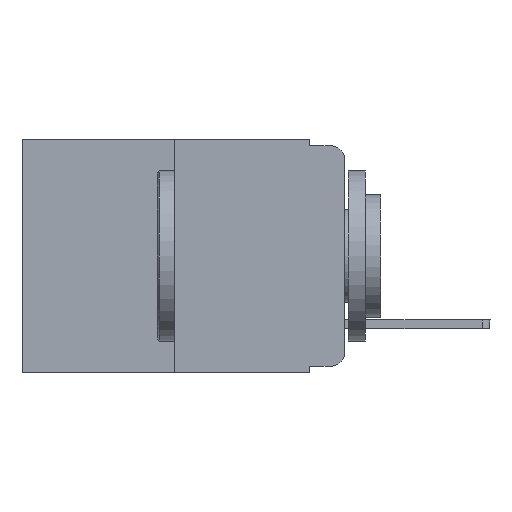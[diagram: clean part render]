
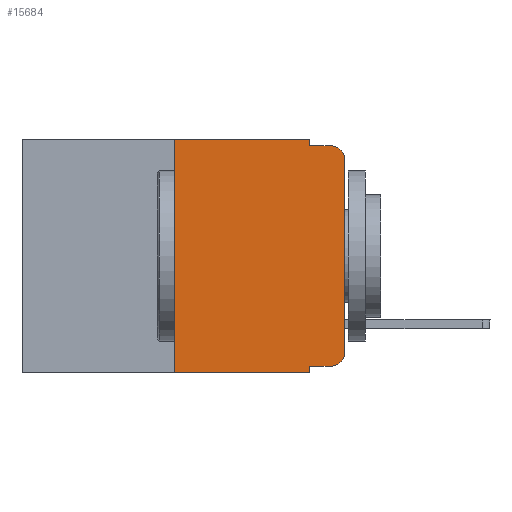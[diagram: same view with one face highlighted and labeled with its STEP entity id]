
A CAD part, left-side view. The second image highlights one B-rep face of the part: STEP entity #15684.
In plain terms, the highlighted planar face has unit normal (-1, 0, 0).
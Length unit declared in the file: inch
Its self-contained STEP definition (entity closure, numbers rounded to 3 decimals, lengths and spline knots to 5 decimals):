
#21 = EDGE_CURVE ( 'NONE', #12069, #9937, #3014, .T. ) ;
#216 = CARTESIAN_POINT ( 'NONE',  ( 0., 0.25, 0. ) ) ;
#265 = CARTESIAN_POINT ( 'NONE',  ( 0., 0.051, -0.01 ) ) ;
#279 = LINE ( 'NONE', #3766, #15178 ) ;
#363 = ORIENTED_EDGE ( 'NONE', *, *, #17122, .F. ) ;
#602 = CARTESIAN_POINT ( 'NONE',  ( 0., 0., -0.313 ) ) ;
#743 = VECTOR ( 'NONE', #17878, 39.37008 ) ;
#765 = LINE ( 'NONE', #4968, #2322 ) ;
#774 = CARTESIAN_POINT ( 'NONE',  ( 0., 0.051, 0. ) ) ;
#1155 = LINE ( 'NONE', #8576, #13369 ) ;
#1192 = VERTEX_POINT ( 'NONE', #1969 ) ;
#1272 = VECTOR ( 'NONE', #4033, 39.37008 ) ;
#1725 = VERTEX_POINT ( 'NONE', #3240 ) ;
#1818 = EDGE_LOOP ( 'NONE', ( #7872, #5929, #13933, #363, #13123, #15217, #1920, #12930, #3806, #6658 ) ) ;
#1920 = ORIENTED_EDGE ( 'NONE', *, *, #17325, .T. ) ;
#1969 = CARTESIAN_POINT ( 'NONE',  ( 0., 0.02, -0.333 ) ) ;
#2322 = VECTOR ( 'NONE', #5197, 39.37008 ) ;
#2659 = CARTESIAN_POINT ( 'NONE',  ( 0., 0.473, 0. ) ) ;
#2685 = VERTEX_POINT ( 'NONE', #18490 ) ;
#2903 = DIRECTION ( 'NONE',  ( -1., 0., 0. ) ) ;
#3014 = CIRCLE ( 'NONE', #17993, 0.02 ) ;
#3240 = CARTESIAN_POINT ( 'NONE',  ( 0., 0.051, -0.333 ) ) ;
#3766 = CARTESIAN_POINT ( 'NONE',  ( 0., 0.473, -0.343 ) ) ;
#3806 = ORIENTED_EDGE ( 'NONE', *, *, #16641, .T. ) ;
#3828 = DIRECTION ( 'NONE',  ( 0., -1., 0. ) ) ;
#4029 = EDGE_CURVE ( 'NONE', #1725, #8701, #1155, .T. ) ;
#4033 = DIRECTION ( 'NONE',  ( 0., -1., 0. ) ) ;
#4185 = DIRECTION ( 'NONE',  ( 0., 0., -1. ) ) ;
#4232 = CARTESIAN_POINT ( 'NONE',  ( 0., 0.02, -0.03 ) ) ;
#4281 = CARTESIAN_POINT ( 'NONE',  ( 0., 0., -0.03 ) ) ;
#4968 = CARTESIAN_POINT ( 'NONE',  ( 0., 0.051, -0.333 ) ) ;
#5197 = DIRECTION ( 'NONE',  ( 0., -1., 0. ) ) ;
#5330 = LINE ( 'NONE', #13248, #10131 ) ;
#5541 = CARTESIAN_POINT ( 'NONE',  ( 0., 0.473, 0. ) ) ;
#5800 = DIRECTION ( 'NONE',  ( 0., 0., -1. ) ) ;
#5929 = ORIENTED_EDGE ( 'NONE', *, *, #21, .T. ) ;
#6411 = CARTESIAN_POINT ( 'NONE',  ( 0., 0.051, -0.343 ) ) ;
#6658 = ORIENTED_EDGE ( 'NONE', *, *, #10022, .T. ) ;
#6819 = CARTESIAN_POINT ( 'NONE',  ( 0., 0.02, -0.313 ) ) ;
#7132 = PLANE ( 'NONE',  #13949 ) ;
#7868 = VECTOR ( 'NONE', #9522, 39.37008 ) ;
#7872 = ORIENTED_EDGE ( 'NONE', *, *, #9317, .T. ) ;
#8576 = CARTESIAN_POINT ( 'NONE',  ( 0., 0.051, 0. ) ) ;
#8701 = VERTEX_POINT ( 'NONE', #6411 ) ;
#8813 = EDGE_CURVE ( 'NONE', #2685, #11671, #16253, .T. ) ;
#9317 = EDGE_CURVE ( 'NONE', #16026, #12069, #5330, .T. ) ;
#9522 = DIRECTION ( 'NONE',  ( 0., 0., 1. ) ) ;
#9547 = LINE ( 'NONE', #774, #743 ) ;
#9904 = CIRCLE ( 'NONE', #14402, 0.02 ) ;
#9906 = DIRECTION ( 'NONE',  ( 0., 0., -1. ) ) ;
#9937 = VERTEX_POINT ( 'NONE', #15198 ) ;
#10022 = EDGE_CURVE ( 'NONE', #1192, #16026, #9904, .T. ) ;
#10131 = VECTOR ( 'NONE', #14355, 39.37008 ) ;
#10651 = EDGE_CURVE ( 'NONE', #11671, #14680, #16649, .T. ) ;
#10964 = FACE_OUTER_BOUND ( 'NONE', #1818, .T. ) ;
#11272 = DIRECTION ( 'NONE',  ( -1., 0., 0. ) ) ;
#11671 = VERTEX_POINT ( 'NONE', #216 ) ;
#11805 = DIRECTION ( 'NONE',  ( 0., -1., 0. ) ) ;
#12069 = VERTEX_POINT ( 'NONE', #4281 ) ;
#12509 = VERTEX_POINT ( 'NONE', #18701 ) ;
#12930 = ORIENTED_EDGE ( 'NONE', *, *, #4029, .F. ) ;
#13123 = ORIENTED_EDGE ( 'NONE', *, *, #10651, .F. ) ;
#13248 = CARTESIAN_POINT ( 'NONE',  ( 0., 0., 0. ) ) ;
#13369 = VECTOR ( 'NONE', #5800, 39.37008 ) ;
#13933 = ORIENTED_EDGE ( 'NONE', *, *, #18497, .F. ) ;
#13949 = AXIS2_PLACEMENT_3D ( 'NONE', #2659, #17077, #4185 ) ;
#14311 = LINE ( 'NONE', #265, #18567 ) ;
#14355 = DIRECTION ( 'NONE',  ( 0., 0., 1. ) ) ;
#14402 = AXIS2_PLACEMENT_3D ( 'NONE', #6819, #11272, #9906 ) ;
#14647 = CARTESIAN_POINT ( 'NONE',  ( 0., 0.051, 0. ) ) ;
#14680 = VERTEX_POINT ( 'NONE', #14647 ) ;
#15178 = VECTOR ( 'NONE', #3828, 39.37008 ) ;
#15198 = CARTESIAN_POINT ( 'NONE',  ( 0., 0.02, -0.01 ) ) ;
#15199 = CARTESIAN_POINT ( 'NONE',  ( 0., 0.25, 0. ) ) ;
#15217 = ORIENTED_EDGE ( 'NONE', *, *, #8813, .F. ) ;
#15684 = ADVANCED_FACE ( 'NONE', ( #10964 ), #7132, .F. ) ;
#16026 = VERTEX_POINT ( 'NONE', #602 ) ;
#16253 = LINE ( 'NONE', #15199, #7868 ) ;
#16641 = EDGE_CURVE ( 'NONE', #1725, #1192, #765, .T. ) ;
#16649 = LINE ( 'NONE', #5541, #1272 ) ;
#17077 = DIRECTION ( 'NONE',  ( 1., 0., 0. ) ) ;
#17122 = EDGE_CURVE ( 'NONE', #14680, #12509, #9547, .T. ) ;
#17325 = EDGE_CURVE ( 'NONE', #2685, #8701, #279, .T. ) ;
#17367 = DIRECTION ( 'NONE',  ( 0., 0., -1. ) ) ;
#17878 = DIRECTION ( 'NONE',  ( 0., 0., -1. ) ) ;
#17993 = AXIS2_PLACEMENT_3D ( 'NONE', #4232, #2903, #17367 ) ;
#18490 = CARTESIAN_POINT ( 'NONE',  ( 0., 0.25, -0.343 ) ) ;
#18497 = EDGE_CURVE ( 'NONE', #12509, #9937, #14311, .T. ) ;
#18567 = VECTOR ( 'NONE', #11805, 39.37008 ) ;
#18701 = CARTESIAN_POINT ( 'NONE',  ( 0., 0.051, -0.01 ) ) ;
